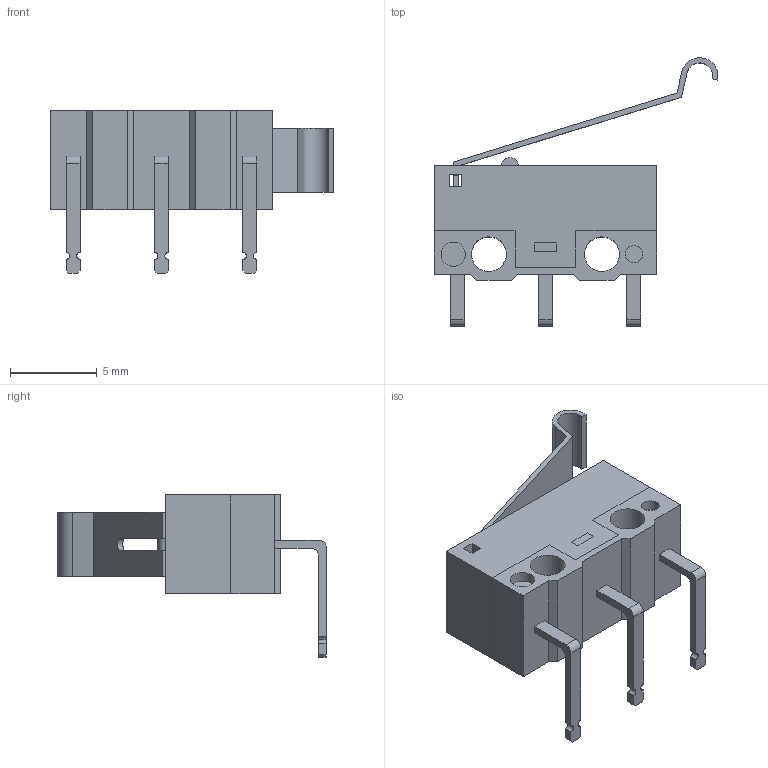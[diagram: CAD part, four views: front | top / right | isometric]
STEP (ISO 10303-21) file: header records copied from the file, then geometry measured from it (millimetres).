
FILE_DESCRIPTION(('FreeCAD Model'),'2;1');
FILE_NAME('Open CASCADE Shape Model','2024-09-29T02:08:09',( 'kicad StepUp'),('ksu MCAD'),'Open CASCADE STEP processor 7.6', 'FreeCAD','Unknown');
FILE_SCHEMA(('AUTOMOTIVE_DESIGN { 1 0 10303 214 1 1 1 1 }'));
Length unit declared in the file: millimetre
Products named in the file (1): SW_XKB_DM1-16UC-1
Bounding box: 16.31 x 15.42 x 9.35 mm (x, y, z)
Volume: 314.5 mm3; surface area: 991.7 mm2
Topology: 2 solids, 2 shells, 202 faces, 583 edges, 390 vertices
Faces by surface type: plane 177, cylinder 25
Full cylindrical faces by diameter (mm): 1 x1, 1.4 x3, 2 x2
Entity records: 8035 total; most frequent: CARTESIAN_POINT 1176, ORIENTED_EDGE 1166, DIRECTION 1039, EDGE_CURVE 583, LINE 533, VECTOR 533, VERTEX_POINT 390, AXIS2_PLACEMENT_3D 253
